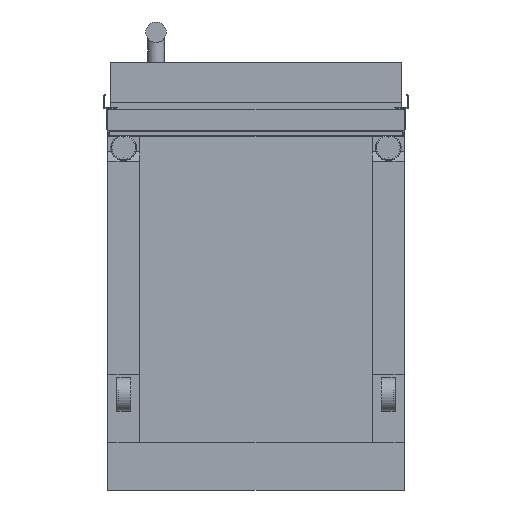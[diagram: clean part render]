
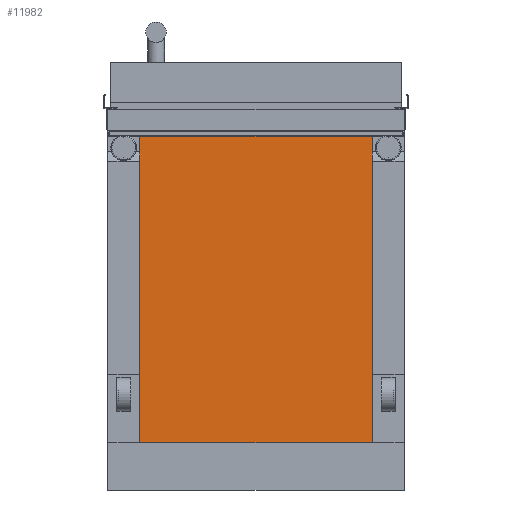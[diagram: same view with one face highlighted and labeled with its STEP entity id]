
A CAD part, front view. The second image highlights one B-rep face of the part: STEP entity #11982.
In plain terms, the highlighted planar face has unit normal (0, -1, 0).
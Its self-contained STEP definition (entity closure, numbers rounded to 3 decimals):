
#307 = ORIENTED_EDGE ( 'NONE', *, *, #2676, .T. ) ;
#366 = DIRECTION ( 'NONE',  ( -1., 0., 0. ) ) ;
#586 = ORIENTED_EDGE ( 'NONE', *, *, #5008, .T. ) ;
#1488 = LINE ( 'NONE', #10535, #4352 ) ;
#2312 = CARTESIAN_POINT ( 'NONE',  ( -171., -928.35, 240. ) ) ;
#2676 = EDGE_CURVE ( 'NONE', #14870, #7638, #4253, .T. ) ;
#3801 = FACE_OUTER_BOUND ( 'NONE', #6468, .T. ) ;
#3987 = DIRECTION ( 'NONE',  ( 0., 1., 0. ) ) ;
#4253 = LINE ( 'NONE', #2312, #5388 ) ;
#4352 = VECTOR ( 'NONE', #7790, 1000. ) ;
#5008 = EDGE_CURVE ( 'NONE', #15806, #14870, #1488, .T. ) ;
#5378 = CARTESIAN_POINT ( 'NONE',  ( -171., -928.35, -280. ) ) ;
#5388 = VECTOR ( 'NONE', #13719, 1000. ) ;
#6468 = EDGE_LOOP ( 'NONE', ( #586, #307, #9528, #14703 ) ) ;
#6610 = CARTESIAN_POINT ( 'NONE',  ( 171., -928.35, -210.4 ) ) ;
#6895 = DIRECTION ( 'NONE',  ( 0., 0., 1. ) ) ;
#7638 = VERTEX_POINT ( 'NONE', #13437 ) ;
#7790 = DIRECTION ( 'NONE',  ( 0., 0., 1. ) ) ;
#9528 = ORIENTED_EDGE ( 'NONE', *, *, #12042, .F. ) ;
#10535 = CARTESIAN_POINT ( 'NONE',  ( 171., -928.35, -280. ) ) ;
#10985 = VECTOR ( 'NONE', #17135, 1000. ) ;
#11685 = LINE ( 'NONE', #13230, #15043 ) ;
#11982 = ADVANCED_FACE ( 'NONE', ( #3801 ), #15601, .F. ) ;
#12042 = EDGE_CURVE ( 'NONE', #18136, #7638, #13249, .T. ) ;
#12840 = CARTESIAN_POINT ( 'NONE',  ( -171., -928.35, -280. ) ) ;
#13230 = CARTESIAN_POINT ( 'NONE',  ( -218., -928.35, -210.4 ) ) ;
#13249 = LINE ( 'NONE', #12840, #10985 ) ;
#13437 = CARTESIAN_POINT ( 'NONE',  ( -171., -928.35, 240. ) ) ;
#13719 = DIRECTION ( 'NONE',  ( -1., 0., 0. ) ) ;
#14545 = CARTESIAN_POINT ( 'NONE',  ( 171., -928.35, 240. ) ) ;
#14703 = ORIENTED_EDGE ( 'NONE', *, *, #17478, .F. ) ;
#14870 = VERTEX_POINT ( 'NONE', #14545 ) ;
#15043 = VECTOR ( 'NONE', #366, 1000. ) ;
#15601 = PLANE ( 'NONE',  #18350 ) ;
#15806 = VERTEX_POINT ( 'NONE', #6610 ) ;
#17135 = DIRECTION ( 'NONE',  ( 0., 0., 1. ) ) ;
#17478 = EDGE_CURVE ( 'NONE', #15806, #18136, #11685, .T. ) ;
#17571 = CARTESIAN_POINT ( 'NONE',  ( -171., -928.35, -210.4 ) ) ;
#18136 = VERTEX_POINT ( 'NONE', #17571 ) ;
#18350 = AXIS2_PLACEMENT_3D ( 'NONE', #5378, #3987, #6895 ) ;
